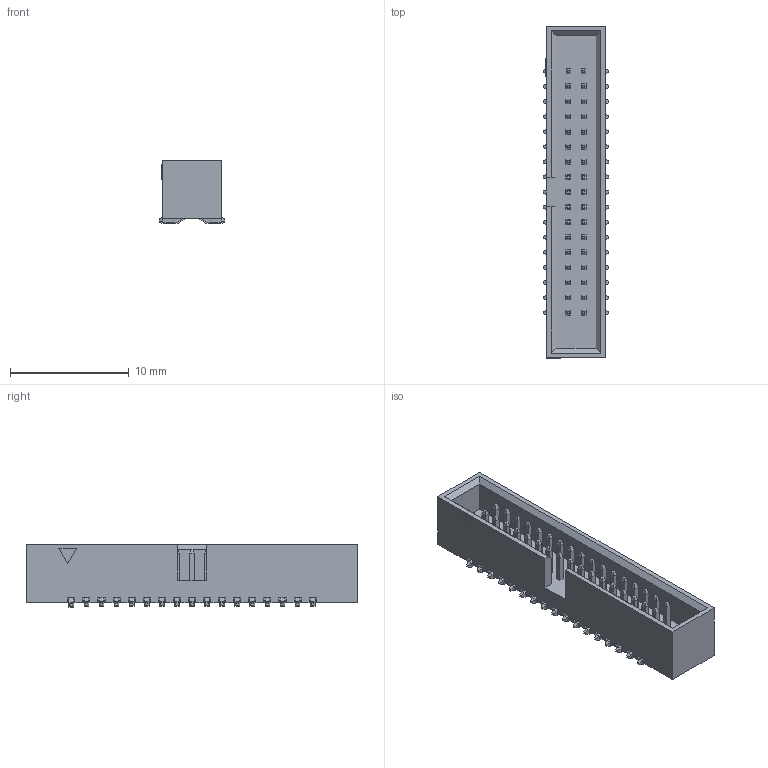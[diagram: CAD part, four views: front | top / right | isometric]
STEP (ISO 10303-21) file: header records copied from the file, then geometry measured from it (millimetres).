
FILE_DESCRIPTION(/* description */ ('Unknown'),/* implementation_level */ '2;1');
FILE_NAME(/* name */ 'J_Wurth_WR-BHD_62703420621',/* time_stamp */ '2025-05-20T14:41:35+08:00',/* author */ ('Unknown'),/* organization */ ('Unknown'),/* preprocessor_version */ 'ST-DEVELOPER v19.4',/* originating_system */ 'Solid Edge',/* authorisation */ 'Unknown');
FILE_SCHEMA (('AUTOMOTIVE_DESIGN {1 0 10303 214 3 1 1}'));
Length unit declared in the file: millimetre
Products named in the file (2): J_Wurth_WR-BHD_62703420621
Assembly tree (1 placements, depth 2):
  J_Wurth_WR-BHD_62703420621
    J_Wurth_WR-BHD_62703420621
Bounding box: 5.55 x 27.94 x 5.3 mm (x, y, z)
Volume: 412.1 mm3; surface area: 1117.6 mm2
Topology: 1 solids, 1 shells, 1039 faces, 2786 edges, 1720 vertices
Faces by surface type: plane 971, cylinder 68
Entity records: 38848 total; most frequent: ORIENTED_EDGE 5572, CARTESIAN_POINT 5547, DIRECTION 5068, EDGE_CURVE 2786, LINE 2586, VECTOR 2586, VERTEX_POINT 1720, AXIS2_PLACEMENT_3D 1241
